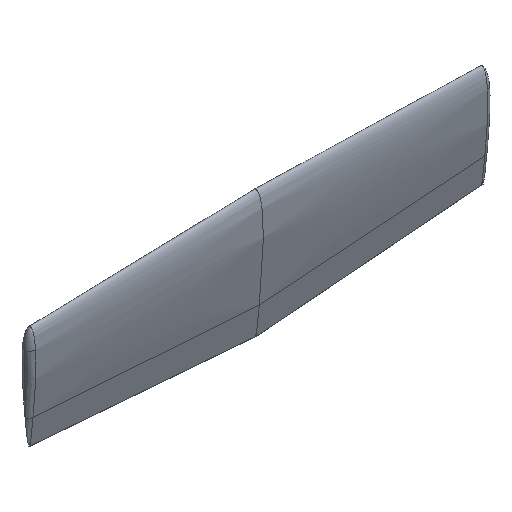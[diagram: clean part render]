
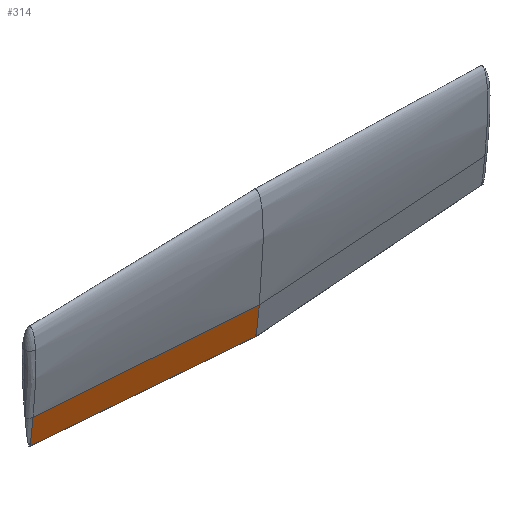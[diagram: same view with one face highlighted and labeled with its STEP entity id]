
A CAD part, isometric view. The second image highlights one B-rep face of the part: STEP entity #314.
In plain terms, the highlighted free-form (B-spline) face has degree [3, 3] with [4, 5] control points.
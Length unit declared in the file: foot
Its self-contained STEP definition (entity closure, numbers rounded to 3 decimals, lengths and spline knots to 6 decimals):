
#21=LINE('',#1739,#28);
#28=VECTOR('',#360,0.032808);
#42=FACE_OUTER_BOUND('',#64,.T.);
#64=EDGE_LOOP('',(#223,#224,#225,#226,#227));
#92=B_SPLINE_CURVE_WITH_KNOTS('',3,(#532,#533,#534,#535),.UNSPECIFIED.,
 .F.,.F.,(4,4),(-8.769062,0.),.UNSPECIFIED.);
#97=B_SPLINE_CURVE_WITH_KNOTS('',3,(#1208,#1209,#1210,#1211,#1212),
 .UNSPECIFIED.,.F.,.F.,(4,1,4),(7.589373,38.921386,82.868384),
 .UNSPECIFIED.);
#99=B_SPLINE_CURVE_WITH_KNOTS('',3,(#1741,#1742,#1743,#1744),
 .UNSPECIFIED.,.F.,.F.,(4,4),(0.,1.22624),.UNSPECIFIED.);
#100=B_SPLINE_CURVE_WITH_KNOTS('',3,(#1745,#1746,#1747,#1748),
 .UNSPECIFIED.,.F.,.F.,(4,4),(-8.385986,0.),.UNSPECIFIED.);
#127=VERTEX_POINT('',#526);
#128=VERTEX_POINT('',#531);
#130=VERTEX_POINT('',#1207);
#132=VERTEX_POINT('',#1738);
#133=VERTEX_POINT('',#1740);
#157=EDGE_CURVE('',#127,#128,#92,.T.);
#163=EDGE_CURVE('',#130,#128,#97,.T.);
#166=EDGE_CURVE('',#132,#127,#21,.T.);
#167=EDGE_CURVE('',#132,#133,#99,.T.);
#168=EDGE_CURVE('',#130,#133,#100,.F.);
#223=ORIENTED_EDGE('',*,*,#157,.F.);
#224=ORIENTED_EDGE('',*,*,#166,.F.);
#225=ORIENTED_EDGE('',*,*,#167,.T.);
#226=ORIENTED_EDGE('',*,*,#168,.F.);
#227=ORIENTED_EDGE('',*,*,#163,.T.);
#298=B_SPLINE_SURFACE_WITH_KNOTS('',3,3,((#1718,#1719,#1720,#1721,#1722),
(#1723,#1724,#1725,#1726,#1727),(#1728,#1729,#1730,#1731,#1732),(#1733,
#1734,#1735,#1736,#1737)),.UNSPECIFIED.,.F.,.F.,.F.,(4,4),(4,1,4),(0.,1.),
(5.961138,38.921386,82.868384),.UNSPECIFIED.);
#314=ADVANCED_FACE('',(#42),#298,.T.);
#360=DIRECTION('',(-0.997,0.,0.08));
#526=CARTESIAN_POINT('',(-2.440508,3.248643,-11.701912));
#531=CARTESIAN_POINT('',(-2.440545,3.21844,-11.415969));
#532=CARTESIAN_POINT('Ctrl Pts',(-2.440508,3.248643,-11.701912));
#533=CARTESIAN_POINT('Ctrl Pts',(-2.44052,3.238706,-11.606584));
#534=CARTESIAN_POINT('Ctrl Pts',(-2.440532,3.228639,-11.511269));
#535=CARTESIAN_POINT('Ctrl Pts',(-2.440545,3.21844,-11.415969));
#1207=CARTESIAN_POINT('',(0.,3.214249,-11.584484));
#1208=CARTESIAN_POINT('Ctrl Pts',(0.,3.214249,
-11.584483));
#1209=CARTESIAN_POINT('Ctrl Pts',(-0.339347,3.214805,-11.560861));
#1210=CARTESIAN_POINT('Ctrl Pts',(-1.154072,3.216143,-11.504127));
#1211=CARTESIAN_POINT('Ctrl Pts',(-1.966972,3.217551,-11.448049));
#1212=CARTESIAN_POINT('Ctrl Pts',(-2.440545,3.21844,-11.415969));
#1718=CARTESIAN_POINT('Ctrl Pts',(-0.003206,3.248314,
-11.897871));
#1719=CARTESIAN_POINT('Ctrl Pts',(-0.360766,3.248362,-11.869124));
#1720=CARTESIAN_POINT('Ctrl Pts',(-1.194593,3.248475,-11.802084));
#1721=CARTESIAN_POINT('Ctrl Pts',(-2.026928,3.248587,-11.735164));
#1722=CARTESIAN_POINT('Ctrl Pts',(-2.501734,3.248652,-11.69699));
#1723=CARTESIAN_POINT('Ctrl Pts',(0.0155,3.237096,-11.794618));
#1724=CARTESIAN_POINT('Ctrl Pts',(-0.341876,3.237319,-11.76717));
#1725=CARTESIAN_POINT('Ctrl Pts',(-1.175224,3.237841,-11.703153));
#1726=CARTESIAN_POINT('Ctrl Pts',(-2.006941,3.238386,-11.639444));
#1727=CARTESIAN_POINT('Ctrl Pts',(-2.481337,3.23872,-11.603301));
#1728=CARTESIAN_POINT('Ctrl Pts',(0.034204,3.225712,-11.691383));
#1729=CARTESIAN_POINT('Ctrl Pts',(-0.322988,3.226114,-11.665234));
#1730=CARTESIAN_POINT('Ctrl Pts',(-1.155856,3.227053,-11.604238));
#1731=CARTESIAN_POINT('Ctrl Pts',(-1.986956,3.228041,-11.543739));
#1732=CARTESIAN_POINT('Ctrl Pts',(-2.46094,3.228649,-11.509628));
#1733=CARTESIAN_POINT('Ctrl Pts',(0.052907,3.214162,-11.588166));
#1734=CARTESIAN_POINT('Ctrl Pts',(-0.304102,3.214747,-11.563316));
#1735=CARTESIAN_POINT('Ctrl Pts',(-1.136489,3.216113,-11.505339));
#1736=CARTESIAN_POINT('Ctrl Pts',(-1.966972,3.217551,-11.448049));
#1737=CARTESIAN_POINT('Ctrl Pts',(-2.440545,3.21844,-11.415969));
#1738=CARTESIAN_POINT('',(-0.003206,3.248314,-11.897871));
#1739=CARTESIAN_POINT('',(-0.003206,3.248314,-11.897871));
#1740=CARTESIAN_POINT('',(0.,3.244009,-11.858));
#1741=CARTESIAN_POINT('Ctrl Pts',(-0.003206,3.248314,
-11.897871));
#1742=CARTESIAN_POINT('Ctrl Pts',(-0.002137,3.246882,
-11.884581));
#1743=CARTESIAN_POINT('Ctrl Pts',(-0.001069,3.245447,
-11.87129));
#1744=CARTESIAN_POINT('Ctrl Pts',(0.,3.244009,
-11.858));
#1745=CARTESIAN_POINT('Ctrl Pts',(0.,3.244009,
-11.858));
#1746=CARTESIAN_POINT('Ctrl Pts',(0.,3.234211,
-11.766815));
#1747=CARTESIAN_POINT('Ctrl Pts',(0.,3.22429,
-11.675642));
#1748=CARTESIAN_POINT('Ctrl Pts',(0.,3.214249,
-11.584483));
